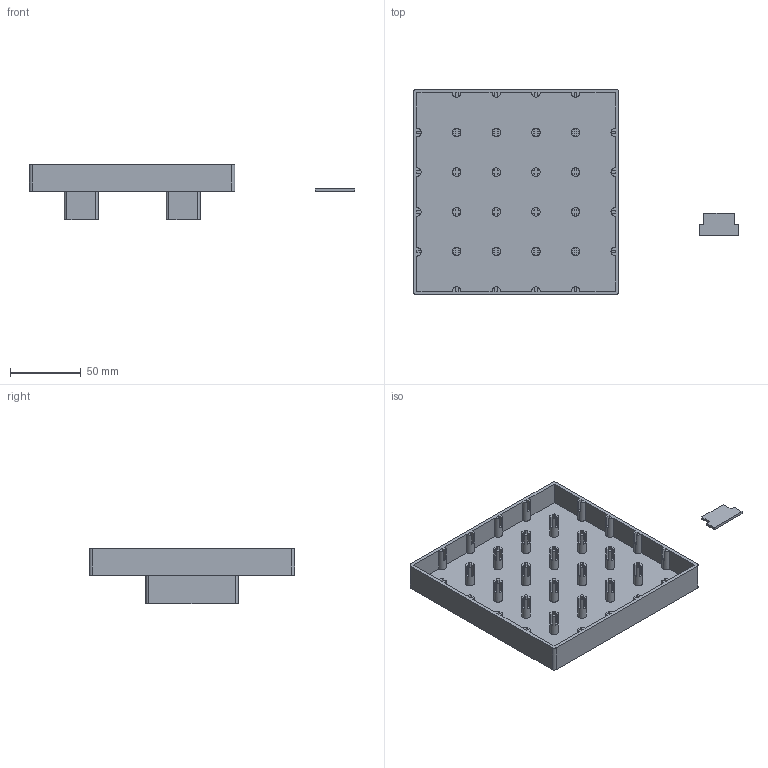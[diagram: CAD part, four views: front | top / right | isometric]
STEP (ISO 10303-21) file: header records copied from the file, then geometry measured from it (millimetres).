
FILE_DESCRIPTION(('HOOPS Exchange Step'),'2;1');
FILE_NAME('temp_export','2024-08-01T15:03:26-04:00',('William'),('Shapr3D Limited'),'HOOPS Exchange 2024.2','Shapr3D','Authorized');
FILE_SCHEMA( ('AUTOMOTIVE_DESIGN { 1 0 10303 214 1 1 1 1 }') );
Length unit declared in the file: millimetre
Products named in the file (1): root
Bounding box: 229.6 x 145 x 39 mm (x, y, z)
Volume: 110076.9 mm3; surface area: 78573.8 mm2
Topology: 2 solids, 2 shells, 381 faces, 1091 edges, 732 vertices
Faces by surface type: plane 330, cylinder 51
Full cylindrical faces by diameter (mm): 6 x16
Entity records: 12500 total; most frequent: CARTESIAN_POINT 2205, ORIENTED_EDGE 2182, DIRECTION 2131, EDGE_CURVE 1091, VECTOR 815, LINE 815, VERTEX_POINT 732, AXIS2_PLACEMENT_3D 658
